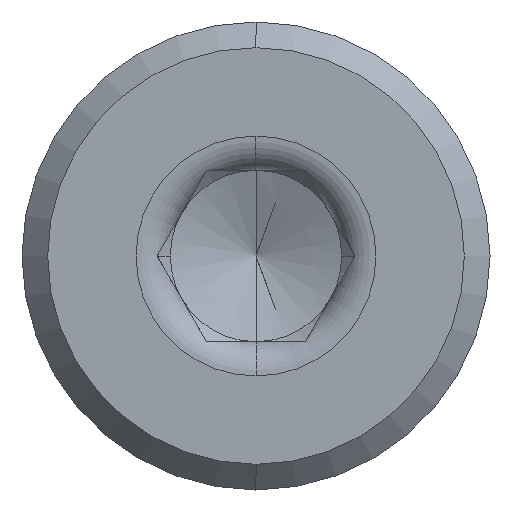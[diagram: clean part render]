
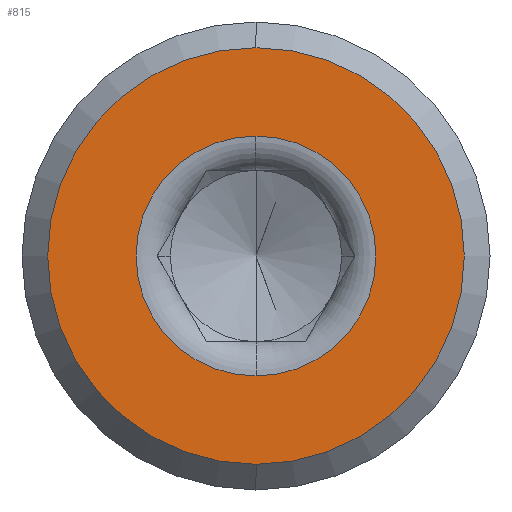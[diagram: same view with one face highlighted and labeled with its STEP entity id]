
A CAD part, left-side view. The second image highlights one B-rep face of the part: STEP entity #815.
In plain terms, the highlighted planar face has unit normal (-1, 0, 0).
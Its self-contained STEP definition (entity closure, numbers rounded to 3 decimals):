
#169 = DIRECTION ( 'NONE',  ( 1., 0., 0. ) ) ;
#179 = CARTESIAN_POINT ( 'NONE',  ( 0., 0., -7. ) ) ;
#189 = AXIS2_PLACEMENT_3D ( 'NONE', #1236, #535, #1349 ) ;
#204 = VERTEX_POINT ( 'NONE', #437 ) ;
#259 = EDGE_CURVE ( 'NONE', #1556, #772, #1379, .T. ) ;
#270 = DIRECTION ( 'NONE',  ( -1., 0., 0. ) ) ;
#355 = ORIENTED_EDGE ( 'NONE', *, *, #1386, .T. ) ;
#372 = CARTESIAN_POINT ( 'NONE',  ( 0., 0., 0. ) ) ;
#413 = EDGE_LOOP ( 'NONE', ( #744, #355 ) ) ;
#429 = AXIS2_PLACEMENT_3D ( 'NONE', #1000, #270, #522 ) ;
#437 = CARTESIAN_POINT ( 'NONE',  ( 0., 0., 7. ) ) ;
#475 = CARTESIAN_POINT ( 'NONE',  ( 0., 0., 12.15 ) ) ;
#485 = FACE_OUTER_BOUND ( 'NONE', #413, .T. ) ;
#510 = DIRECTION ( 'NONE',  ( -1., 0., 0. ) ) ;
#522 = DIRECTION ( 'NONE',  ( 0., 0., -1. ) ) ;
#535 = DIRECTION ( 'NONE',  ( 1., 0., 0. ) ) ;
#618 = DIRECTION ( 'NONE',  ( 1., 0., 0. ) ) ;
#744 = ORIENTED_EDGE ( 'NONE', *, *, #259, .T. ) ;
#772 = VERTEX_POINT ( 'NONE', #475 ) ;
#811 = FACE_BOUND ( 'NONE', #1454, .T. ) ;
#815 = ADVANCED_FACE ( 'NONE', ( #811, #485 ), #867, .F. ) ;
#836 = AXIS2_PLACEMENT_3D ( 'NONE', #916, #169, #1018 ) ;
#845 = ORIENTED_EDGE ( 'NONE', *, *, #1039, .T. ) ;
#867 = PLANE ( 'NONE',  #1013 ) ;
#916 = CARTESIAN_POINT ( 'NONE',  ( 0., 0., 0. ) ) ;
#1000 = CARTESIAN_POINT ( 'NONE',  ( 0., 0., 0. ) ) ;
#1013 = AXIS2_PLACEMENT_3D ( 'NONE', #372, #618, #1433 ) ;
#1018 = DIRECTION ( 'NONE',  ( 0., 0., -1. ) ) ;
#1039 = EDGE_CURVE ( 'NONE', #1112, #204, #1096, .T. ) ;
#1096 = CIRCLE ( 'NONE', #836, 7. ) ;
#1112 = VERTEX_POINT ( 'NONE', #179 ) ;
#1213 = CARTESIAN_POINT ( 'NONE',  ( 0., 0., 0. ) ) ;
#1236 = CARTESIAN_POINT ( 'NONE',  ( 0., 0., 0. ) ) ;
#1327 = DIRECTION ( 'NONE',  ( 0., 0., -1. ) ) ;
#1333 = AXIS2_PLACEMENT_3D ( 'NONE', #1213, #510, #1327 ) ;
#1346 = CIRCLE ( 'NONE', #1333, 12.15 ) ;
#1349 = DIRECTION ( 'NONE',  ( 0., 0., -1. ) ) ;
#1367 = CARTESIAN_POINT ( 'NONE',  ( 0., 0., -12.15 ) ) ;
#1379 = CIRCLE ( 'NONE', #429, 12.15 ) ;
#1386 = EDGE_CURVE ( 'NONE', #772, #1556, #1346, .T. ) ;
#1433 = DIRECTION ( 'NONE',  ( 0., 0., -1. ) ) ;
#1454 = EDGE_LOOP ( 'NONE', ( #845, #1469 ) ) ;
#1469 = ORIENTED_EDGE ( 'NONE', *, *, #1478, .T. ) ;
#1478 = EDGE_CURVE ( 'NONE', #204, #1112, #1485, .T. ) ;
#1485 = CIRCLE ( 'NONE', #189, 7. ) ;
#1556 = VERTEX_POINT ( 'NONE', #1367 ) ;
